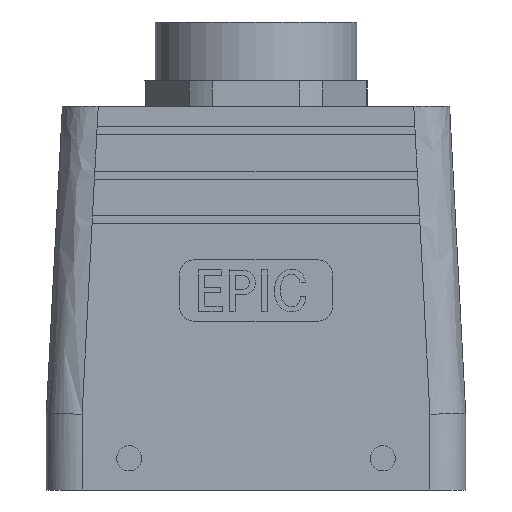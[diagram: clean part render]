
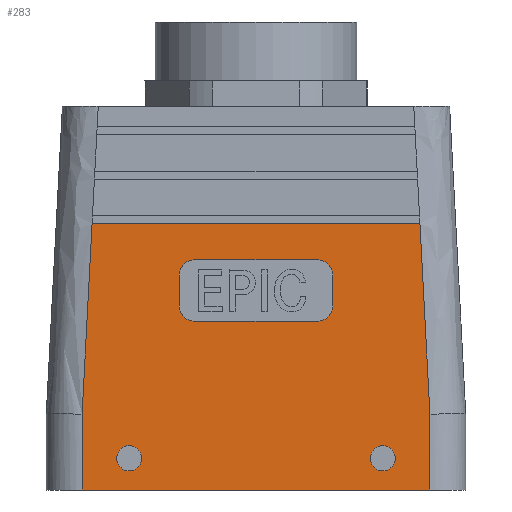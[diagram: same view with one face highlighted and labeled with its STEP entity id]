
A CAD part, left-side view. The second image highlights one B-rep face of the part: STEP entity #283.
In plain terms, the highlighted planar face has unit normal (-1, 0, 0).
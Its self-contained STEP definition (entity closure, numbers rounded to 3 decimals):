
#283 = ADVANCED_FACE( '', ( #708, #709, #710, #711 ), #712, .F. );
#708 = FACE_BOUND( '', #1323, .T. );
#709 = FACE_BOUND( '', #1324, .T. );
#710 = FACE_OUTER_BOUND( '', #1325, .T. );
#711 = FACE_BOUND( '', #1326, .T. );
#712 = PLANE( '', #1327 );
#1323 = EDGE_LOOP( '', ( #2434, #2435, #2436, #2437, #2438, #2439, #2440, #2441 ) );
#1324 = EDGE_LOOP( '', ( #2442 ) );
#1325 = EDGE_LOOP( '', ( #2443, #2444, #2445, #2446, #2447, #2448 ) );
#1326 = EDGE_LOOP( '', ( #2449 ) );
#1327 = AXIS2_PLACEMENT_3D( '', #2450, #2451, #2452 );
#2434 = ORIENTED_EDGE( '', *, *, #3851, .T. );
#2435 = ORIENTED_EDGE( '', *, *, #3852, .F. );
#2436 = ORIENTED_EDGE( '', *, *, #3853, .F. );
#2437 = ORIENTED_EDGE( '', *, *, #3854, .F. );
#2438 = ORIENTED_EDGE( '', *, *, #3855, .F. );
#2439 = ORIENTED_EDGE( '', *, *, #3856, .F. );
#2440 = ORIENTED_EDGE( '', *, *, #3857, .T. );
#2441 = ORIENTED_EDGE( '', *, *, #3614, .T. );
#2442 = ORIENTED_EDGE( '', *, *, #3858, .T. );
#2443 = ORIENTED_EDGE( '', *, *, #3823, .T. );
#2444 = ORIENTED_EDGE( '', *, *, #3859, .F. );
#2445 = ORIENTED_EDGE( '', *, *, #3860, .F. );
#2446 = ORIENTED_EDGE( '', *, *, #3861, .F. );
#2447 = ORIENTED_EDGE( '', *, *, #3862, .T. );
#2448 = ORIENTED_EDGE( '', *, *, #3863, .T. );
#2449 = ORIENTED_EDGE( '', *, *, #3864, .F. );
#2450 = CARTESIAN_POINT( '', ( -28., 41., 0. ) );
#2451 = DIRECTION( '', ( 1., 0., 0. ) );
#2452 = DIRECTION( '', ( 0., 0., -1. ) );
#3614 = EDGE_CURVE( '', #4213, #4214, #4215, .T. );
#3823 = EDGE_CURVE( '', #4578, #4576, #4579, .T. );
#3851 = EDGE_CURVE( '', #4214, #4623, #4624, .F. );
#3852 = EDGE_CURVE( '', #4625, #4623, #4626, .T. );
#3853 = EDGE_CURVE( '', #4627, #4625, #4628, .F. );
#3854 = EDGE_CURVE( '', #4629, #4627, #4630, .T. );
#3855 = EDGE_CURVE( '', #4631, #4629, #4632, .F. );
#3856 = EDGE_CURVE( '', #4633, #4631, #4634, .T. );
#3857 = EDGE_CURVE( '', #4633, #4213, #4635, .F. );
#3858 = EDGE_CURVE( '', #4636, #4636, #4637, .T. );
#3859 = EDGE_CURVE( '', #4638, #4576, #4639, .F. );
#3860 = EDGE_CURVE( '', #4597, #4638, #4640, .T. );
#3861 = EDGE_CURVE( '', #4641, #4597, #4642, .T. );
#3862 = EDGE_CURVE( '', #4641, #4643, #4644, .T. );
#3863 = EDGE_CURVE( '', #4643, #4578, #4645, .F. );
#3864 = EDGE_CURVE( '', #4646, #4646, #4647, .T. );
#4213 = VERTEX_POINT( '', #5137 );
#4214 = VERTEX_POINT( '', #5138 );
#4215 = LINE( '', #5139, #5140 );
#4576 = VERTEX_POINT( '', #5747 );
#4578 = VERTEX_POINT( '', #5758 );
#4579 = LINE( '', #5759, #5760 );
#4597 = VERTEX_POINT( '', #5800 );
#4623 = VERTEX_POINT( '', #5836 );
#4624 = CIRCLE( '', #5837, 3. );
#4625 = VERTEX_POINT( '', #5838 );
#4626 = LINE( '', #5839, #5840 );
#4627 = VERTEX_POINT( '', #5841 );
#4628 = CIRCLE( '', #5842, 3. );
#4629 = VERTEX_POINT( '', #5843 );
#4630 = LINE( '', #5844, #5845 );
#4631 = VERTEX_POINT( '', #5846 );
#4632 = CIRCLE( '', #5847, 3. );
#4633 = VERTEX_POINT( '', #5848 );
#4634 = LINE( '', #5849, #5850 );
#4635 = CIRCLE( '', #5851, 3. );
#4636 = VERTEX_POINT( '', #5852 );
#4637 = CIRCLE( '', #5853, 2.45 );
#4638 = VERTEX_POINT( '', #5854 );
#4639 = B_SPLINE_CURVE_WITH_KNOTS( '', 3, ( #5855, #5856, #5857, #5858 ), .UNSPECIFIED., .F., .F., ( 4, 4 ), ( 0.4, 0.598 ), .UNSPECIFIED. );
#4640 = B_SPLINE_CURVE_WITH_KNOTS( '', 3, ( #5859, #5860, #5861, #5862 ), .UNSPECIFIED., .F., .F., ( 4, 4 ), ( 0.476, 0.599 ), .UNSPECIFIED. );
#4641 = VERTEX_POINT( '', #5863 );
#4642 = LINE( '', #5864, #5865 );
#4643 = VERTEX_POINT( '', #5866 );
#4644 = B_SPLINE_CURVE_WITH_KNOTS( '', 3, ( #5867, #5868, #5869, #5870 ), .UNSPECIFIED., .F., .F., ( 4, 4 ), ( 0.476, 0.599 ), .UNSPECIFIED. );
#4645 = B_SPLINE_CURVE_WITH_KNOTS( '', 3, ( #5871, #5872, #5873, #5874 ), .UNSPECIFIED., .F., .F., ( 4, 4 ), ( 0.4, 0.598 ), .UNSPECIFIED. );
#4646 = VERTEX_POINT( '', #5875 );
#4647 = CIRCLE( '', #5876, 2.45 );
#5137 = CARTESIAN_POINT( '', ( -28., -15., 42. ) );
#5138 = CARTESIAN_POINT( '', ( -28., -15., 36. ) );
#5139 = CARTESIAN_POINT( '', ( -28., -15., 0. ) );
#5140 = VECTOR( '', #6731, 1000. );
#5747 = CARTESIAN_POINT( '', ( -28., -34., 0. ) );
#5758 = CARTESIAN_POINT( '', ( -28., 34., 0. ) );
#5759 = CARTESIAN_POINT( '', ( -28., 41., 0. ) );
#5760 = VECTOR( '', #6922, 1000. );
#5800 = CARTESIAN_POINT( '', ( -28., -32.046, 52.1 ) );
#5836 = CARTESIAN_POINT( '', ( -28., -12., 33. ) );
#5837 = AXIS2_PLACEMENT_3D( '', #6961, #6962, #6963 );
#5838 = CARTESIAN_POINT( '', ( -28., 12., 33. ) );
#5839 = CARTESIAN_POINT( '', ( -28., 41., 33. ) );
#5840 = VECTOR( '', #6964, 1000. );
#5841 = CARTESIAN_POINT( '', ( -28., 15., 36. ) );
#5842 = AXIS2_PLACEMENT_3D( '', #6965, #6966, #6967 );
#5843 = CARTESIAN_POINT( '', ( -28., 15., 42. ) );
#5844 = CARTESIAN_POINT( '', ( -28., 15., 0. ) );
#5845 = VECTOR( '', #6968, 1000. );
#5846 = CARTESIAN_POINT( '', ( -28., 12., 45. ) );
#5847 = AXIS2_PLACEMENT_3D( '', #6969, #6970, #6971 );
#5848 = CARTESIAN_POINT( '', ( -28., -12., 45. ) );
#5849 = CARTESIAN_POINT( '', ( -28., 41., 45. ) );
#5850 = VECTOR( '', #6972, 1000. );
#5851 = AXIS2_PLACEMENT_3D( '', #6973, #6974, #6975 );
#5852 = CARTESIAN_POINT( '', ( -28., 27.25, 6.2 ) );
#5853 = AXIS2_PLACEMENT_3D( '', #6976, #6977, #6978 );
#5854 = CARTESIAN_POINT( '', ( -28., -34., 14.817 ) );
#5855 = CARTESIAN_POINT( '', ( -28., -34., 0. ) );
#5856 = CARTESIAN_POINT( '', ( -28., -34., 4.939 ) );
#5857 = CARTESIAN_POINT( '', ( -28., -34., 9.878 ) );
#5858 = CARTESIAN_POINT( '', ( -28., -34., 14.817 ) );
#5859 = CARTESIAN_POINT( '', ( -28., -32.046, 52.1 ) );
#5860 = CARTESIAN_POINT( '', ( -28., -32.697, 39.672 ) );
#5861 = CARTESIAN_POINT( '', ( -28., -33.349, 27.244 ) );
#5862 = CARTESIAN_POINT( '', ( -28., -34., 14.817 ) );
#5863 = CARTESIAN_POINT( '', ( -28., 32.046, 52.1 ) );
#5864 = CARTESIAN_POINT( '', ( -28., 41., 52.1 ) );
#5865 = VECTOR( '', #6979, 1000. );
#5866 = CARTESIAN_POINT( '', ( -28., 34., 14.817 ) );
#5867 = CARTESIAN_POINT( '', ( -28., 32.046, 52.1 ) );
#5868 = CARTESIAN_POINT( '', ( -28., 32.697, 39.672 ) );
#5869 = CARTESIAN_POINT( '', ( -28., 33.349, 27.244 ) );
#5870 = CARTESIAN_POINT( '', ( -28., 34., 14.817 ) );
#5871 = CARTESIAN_POINT( '', ( -28., 34., 0. ) );
#5872 = CARTESIAN_POINT( '', ( -28., 34., 4.939 ) );
#5873 = CARTESIAN_POINT( '', ( -28., 34., 9.878 ) );
#5874 = CARTESIAN_POINT( '', ( -28., 34., 14.817 ) );
#5875 = CARTESIAN_POINT( '', ( -28., -27.25, 6.2 ) );
#5876 = AXIS2_PLACEMENT_3D( '', #6980, #6981, #6982 );
#6731 = DIRECTION( '', ( 0., 0., -1. ) );
#6922 = DIRECTION( '', ( 0., -1., 0. ) );
#6961 = CARTESIAN_POINT( '', ( -28., -12., 36. ) );
#6962 = DIRECTION( '', ( -1., 0., 0. ) );
#6963 = DIRECTION( '', ( 0., 0., -1. ) );
#6964 = DIRECTION( '', ( 0., -1., 0. ) );
#6965 = CARTESIAN_POINT( '', ( -28., 12., 36. ) );
#6966 = DIRECTION( '', ( 1., 0., 0. ) );
#6967 = DIRECTION( '', ( 0., 0., -1. ) );
#6968 = DIRECTION( '', ( 0., 0., -1. ) );
#6969 = CARTESIAN_POINT( '', ( -28., 12., 42. ) );
#6970 = DIRECTION( '', ( 1., 0., 0. ) );
#6971 = DIRECTION( '', ( 0., 0., -1. ) );
#6972 = DIRECTION( '', ( 0., 1., 0. ) );
#6973 = CARTESIAN_POINT( '', ( -28., -12., 42. ) );
#6974 = DIRECTION( '', ( -1., 0., 0. ) );
#6975 = DIRECTION( '', ( 0., 0., -1. ) );
#6976 = CARTESIAN_POINT( '', ( -28., 24.8, 6.2 ) );
#6977 = DIRECTION( '', ( 1., 0., 0. ) );
#6978 = DIRECTION( '', ( 0., 1., 0. ) );
#6979 = DIRECTION( '', ( 0., -1., 0. ) );
#6980 = CARTESIAN_POINT( '', ( -28., -24.8, 6.2 ) );
#6981 = DIRECTION( '', ( -1., 0., 0. ) );
#6982 = DIRECTION( '', ( 0., -1., 0. ) );
